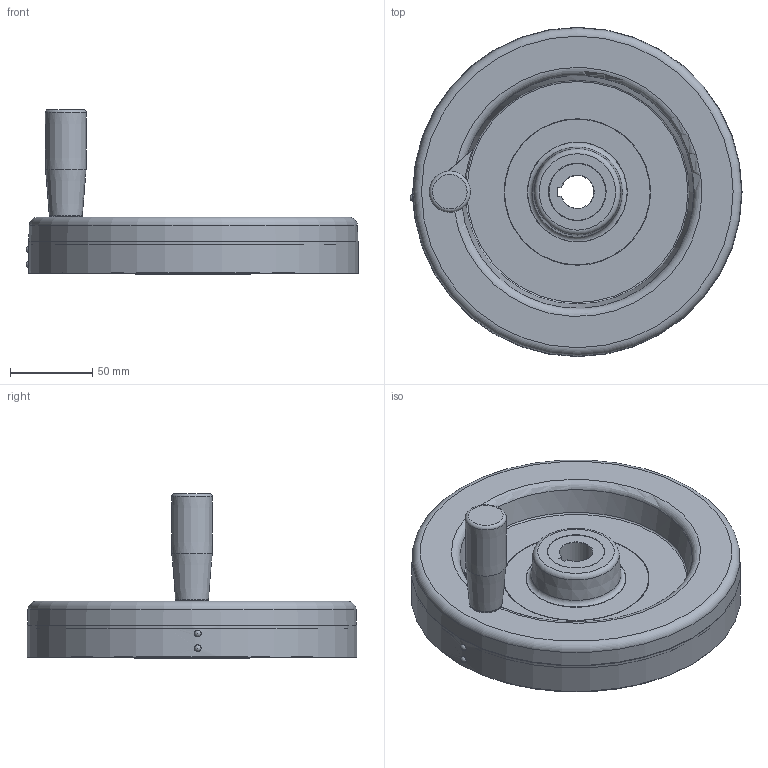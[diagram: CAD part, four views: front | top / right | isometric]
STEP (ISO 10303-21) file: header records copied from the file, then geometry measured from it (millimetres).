
FILE_DESCRIPTION( ( 'Unknown' ), '1' );
FILE_NAME( 'Parte1.stp', 'Unknown', ( 'Unknown' ), ( 'Unknown' ), 'PSStep 14.0', 'Unknown', ' ' );
FILE_SCHEMA( ( 'AUTOMOTIVE_DESIGN { 1 0 10303 214 1 1 1 1 }' ) );
Length unit declared in the file: millimetre
Products named in the file (2): 1369
Bounding box: 201.74 x 200.1 x 100.2 mm (x, y, z)
Volume: 635463.2 mm3; surface area: 156125.6 mm2
Topology: 2 solids, 7 shells, 170 faces, 380 edges, 241 vertices
Faces by surface type: plane 67, cylinder 45, cone 28, torus 14, bspline 14, sphere 2
Full cylindrical faces by diameter (mm): 2.3 x2, 2.5 x3, 3.2 x2, 4.102 x2, 4.917 x1, 6 x1, 6.5 x1, 8.3 x1, 8.7 x1, 9.339 x1, 10.716 x1, 12 x1, 12.4 x1, 12.682 x1, 19 x2, 35 x1, 37 x1, 60.5 x1, 60.7 x1, 70 x1, 88.5 x1, 89 x1, 199 x1, 199.2 x1, 200.1 x1
Entity records: 8029 total; most frequent: CARTESIAN_POINT 3326, DIRECTION 681, ORIENTED_EDGE 584, AXIS2_PLACEMENT_3D 293, EDGE_CURVE 292, EDGE_LOOP 261, VERTEX_POINT 214, FACE_OUTER_BOUND 212
